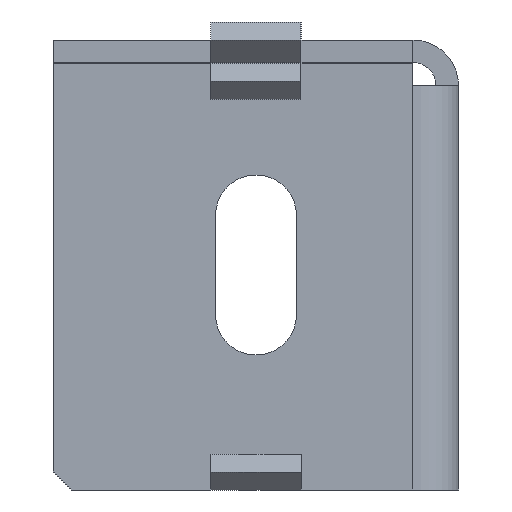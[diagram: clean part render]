
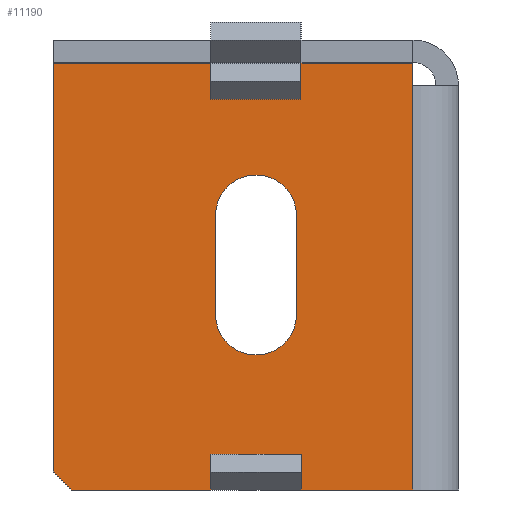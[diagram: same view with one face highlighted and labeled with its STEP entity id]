
A CAD part, left-side view. The second image highlights one B-rep face of the part: STEP entity #11190.
In plain terms, the highlighted face is planar.
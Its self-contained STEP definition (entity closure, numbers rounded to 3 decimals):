
#1910=CARTESIAN_POINT('',(50.,50.,10.));
#1920=VERTEX_POINT('',#1910);
#2230=CARTESIAN_POINT('',(50.,50.,20.));
#2240=VERTEX_POINT('',#2230);
#2850=CARTESIAN_POINT('',(0.,50.,20.));
#2860=DIRECTION('',(1.,0.,0.));
#2870=VECTOR('',#2860,1.);
#2880=LINE('',#2850,#2870);
#2890=CARTESIAN_POINT('',(46.,50.,20.));
#2900=VERTEX_POINT('',#2890);
#2910=EDGE_CURVE('',#2900,#2240,#2880,.T.);
#8740=CARTESIAN_POINT('',(6.571,50.,10.));
#8750=VERTEX_POINT('',#8740);
#8840=CARTESIAN_POINT('',(2.571,50.,10.));
#8850=VERTEX_POINT('',#8840);
#8880=CARTESIAN_POINT('',(0.,50.,10.));
#8890=DIRECTION('',(1.,0.,0.));
#8900=VECTOR('',#8890,1.);
#8910=LINE('',#8880,#8900);
#8920=EDGE_CURVE('',#8850,#8750,#8910,.T.);
#9480=CARTESIAN_POINT('',(5.06,50.,-2.44));
#9490=VERTEX_POINT('',#9480);
#9790=CARTESIAN_POINT('',(6.571,50.,20.));
#9800=VERTEX_POINT('',#9790);
#9920=CARTESIAN_POINT('',(6.571,50.,0.));
#9930=DIRECTION('',(0.,0.,1.));
#9940=VECTOR('',#9930,1.);
#9950=LINE('',#9920,#9940);
#9960=EDGE_CURVE('',#8750,#9800,#9950,.T.);
#10010=CARTESIAN_POINT('',(0.,50.,2.5));
#10020=DIRECTION('',(0.,1.,0.));
#10030=DIRECTION('',(0.,0.,-1.));
#10040=AXIS2_PLACEMENT_3D('',#10010,#10020,#10030);
#10050=PLANE('',#10040);
#10060=CARTESIAN_POINT('',(0.,50.,10.5));
#10070=DIRECTION('',(-1.,0.,0.));
#10080=VECTOR('',#10070,1.);
#10090=LINE('',#10060,#10080);
#10100=CARTESIAN_POINT('',(30.5,50.,10.5));
#10110=VERTEX_POINT('',#10100);
#10120=CARTESIAN_POINT('',(19.5,50.,10.5));
#10130=VERTEX_POINT('',#10120);
#10140=EDGE_CURVE('',#10110,#10130,#10090,.T.);
#10150=ORIENTED_EDGE('',*,*,#10140,.F.);
#10160=CARTESIAN_POINT('',(19.5,50.,15.));
#10170=DIRECTION('',(0.,-1.,0.));
#10180=DIRECTION('',(1.,0.,0.));
#10190=AXIS2_PLACEMENT_3D('',#10160,#10170,#10180);
#10200=CIRCLE('',#10190,4.5);
#10210=CARTESIAN_POINT('',(19.5,50.,19.5));
#10220=VERTEX_POINT('',#10210);
#10230=EDGE_CURVE('',#10220,#10130,#10200,.T.);
#10240=ORIENTED_EDGE('',*,*,#10230,.T.);
#10250=CARTESIAN_POINT('',(0.,50.,19.5));
#10260=DIRECTION('',(1.,0.,0.));
#10270=VECTOR('',#10260,1.);
#10280=LINE('',#10250,#10270);
#10290=CARTESIAN_POINT('',(30.5,50.,19.5));
#10300=VERTEX_POINT('',#10290);
#10310=EDGE_CURVE('',#10220,#10300,#10280,.T.);
#10320=ORIENTED_EDGE('',*,*,#10310,.F.);
#10330=CARTESIAN_POINT('',(30.5,50.,15.));
#10340=DIRECTION('',(0.,-1.,0.));
#10350=DIRECTION('',(1.,0.,0.));
#10360=AXIS2_PLACEMENT_3D('',#10330,#10340,#10350);
#10370=CIRCLE('',#10360,4.5);
#10380=EDGE_CURVE('',#10110,#10300,#10370,.T.);
#10390=ORIENTED_EDGE('',*,*,#10380,.T.);
#10400=EDGE_LOOP('',(#10390,#10320,#10240,#10150));
#10410=FACE_BOUND('',#10400,.T.);
#10420=CARTESIAN_POINT('',(50.,50.,-47.5));
#10430=DIRECTION('',(0.,0.,1.));
#10440=VECTOR('',#10430,1.);
#10450=LINE('',#10420,#10440);
#10460=CARTESIAN_POINT('',(50.,50.,-2.44));
#10470=VERTEX_POINT('',#10460);
#10480=EDGE_CURVE('',#10470,#1920,#10450,.T.);
#10490=ORIENTED_EDGE('',*,*,#10480,.F.);
#10500=CARTESIAN_POINT('',(0.,50.,10.));
#10510=DIRECTION('',(1.,0.,0.));
#10520=VECTOR('',#10510,1.);
#10530=LINE('',#10500,#10520);
#10540=CARTESIAN_POINT('',(46.,50.,10.));
#10550=VERTEX_POINT('',#10540);
#10560=EDGE_CURVE('',#10550,#1920,#10530,.T.);
#10570=ORIENTED_EDGE('',*,*,#10560,.T.);
#10580=CARTESIAN_POINT('',(46.,50.,0.));
#10590=DIRECTION('',(0.,0.,-1.));
#10600=VECTOR('',#10590,1.);
#10610=LINE('',#10580,#10600);
#10620=EDGE_CURVE('',#2900,#10550,#10610,.T.);
#10630=ORIENTED_EDGE('',*,*,#10620,.T.);
#10640=ORIENTED_EDGE('',*,*,#2910,.F.);
#10650=CARTESIAN_POINT('',(50.,50.,35.5));
#10660=VERTEX_POINT('',#10650);
#10670=EDGE_CURVE('',#2240,#10660,#10450,.T.);
#10680=ORIENTED_EDGE('',*,*,#10670,.F.);
#10690=CARTESIAN_POINT('',(85.5,50.,0.));
#10700=DIRECTION('',(-0.707,0.,0.707));
#10710=VECTOR('',#10700,1.);
#10720=LINE('',#10690,#10710);
#10730=CARTESIAN_POINT('',(48.,50.,37.5));
#10740=VERTEX_POINT('',#10730);
#10750=EDGE_CURVE('',#10660,#10740,#10720,.T.);
#10760=ORIENTED_EDGE('',*,*,#10750,.F.);
#10770=CARTESIAN_POINT('',(0.,50.,37.5));
#10780=DIRECTION('',(-1.,0.,0.));
#10790=VECTOR('',#10780,1.);
#10800=LINE('',#10770,#10790);
#10810=CARTESIAN_POINT('',(2.571,50.,37.5));
#10820=VERTEX_POINT('',#10810);
#10830=EDGE_CURVE('',#10740,#10820,#10800,.T.);
#10840=ORIENTED_EDGE('',*,*,#10830,.F.);
#10850=CARTESIAN_POINT('',(2.571,50.,32.5));
#10860=DIRECTION('',(0.,0.,-1.));
#10870=VECTOR('',#10860,1.);
#10880=LINE('',#10850,#10870);
#10890=CARTESIAN_POINT('',(2.571,50.,20.));
#10900=VERTEX_POINT('',#10890);
#10910=EDGE_CURVE('',#10820,#10900,#10880,.T.);
#10920=ORIENTED_EDGE('',*,*,#10910,.F.);
#10930=CARTESIAN_POINT('',(0.,50.,20.));
#10940=DIRECTION('',(1.,0.,0.));
#10950=VECTOR('',#10940,1.);
#10960=LINE('',#10930,#10950);
#10970=EDGE_CURVE('',#10900,#9800,#10960,.T.);
#10980=ORIENTED_EDGE('',*,*,#10970,.F.);
#10990=ORIENTED_EDGE('',*,*,#9960,.T.);
#11000=ORIENTED_EDGE('',*,*,#8920,.T.);
#11010=CARTESIAN_POINT('',(2.571,50.,-2.44));
#11020=VERTEX_POINT('',#11010);
#11030=EDGE_CURVE('',#8850,#11020,#10880,.T.);
#11040=ORIENTED_EDGE('',*,*,#11030,.F.);
#11050=CARTESIAN_POINT('',(0.,50.,-2.44));
#11060=DIRECTION('',(-1.,0.,0.));
#11070=VECTOR('',#11060,1.);
#11080=LINE('',#11050,#11070);
#11090=EDGE_CURVE('',#9490,#11020,#11080,.T.);
#11100=ORIENTED_EDGE('',*,*,#11090,.T.);
#11110=CARTESIAN_POINT('',(0.,50.,-2.44));
#11120=DIRECTION('',(1.,0.,0.));
#11130=VECTOR('',#11120,1.);
#11140=LINE('',#11110,#11130);
#11150=EDGE_CURVE('',#9490,#10470,#11140,.T.);
#11160=ORIENTED_EDGE('',*,*,#11150,.F.);
#11170=EDGE_LOOP('',(#11160,#11100,#11040,#11000,#10990,#10980,#10920,
#10840,#10760,#10680,#10640,#10630,#10570,#10490));
#11180=FACE_OUTER_BOUND('',#11170,.T.);
#11190=ADVANCED_FACE('',(#10410,#11180),#10050,.T.);
